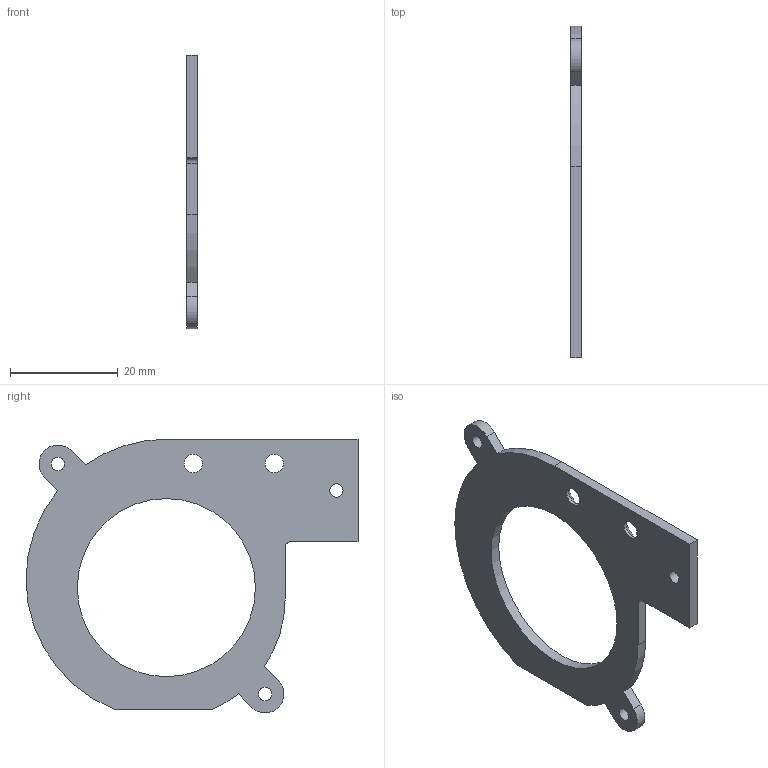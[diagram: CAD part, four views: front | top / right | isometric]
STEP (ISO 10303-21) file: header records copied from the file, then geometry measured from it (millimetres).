
FILE_DESCRIPTION(/* description */ ('SOPORTE FAN BLOWER'),/* implementation_level */ '2;1');
FILE_NAME(/* name */ 'C04H030033-blower-support_V04.stp',/* time_stamp */ '2014-12-22T14:59:22+01:00',/* author */ ('MARCHA TECHNOLOGY'),/* organization */ ('MARCHA TECHNOLOGY'),/* preprocessor_version */ 'ST-DEVELOPER v15.6',/* originating_system */ 'Autodesk Inventor 2015',/* authorisation */ '');
FILE_SCHEMA (('CONFIG_CONTROL_DESIGN'));
Length unit declared in the file: millimetre
Products named in the file (1): C04H030033-blower-support_V04
Bounding box: 2 x 61.5 x 50.69 mm (x, y, z)
Volume: 3023.7 mm3; surface area: 3768.8 mm2
Topology: 1 solids, 1 shells, 27 faces, 78 edges, 53 vertices
Faces by surface type: cylinder 14, plane 11, cone 2
Full cylindrical faces by diameter (mm): 2.459 x3, 3.4 x2, 33 x1
Entity records: 869 total; most frequent: DIRECTION 151, CARTESIAN_POINT 141, ORIENTED_EDGE 130, EDGE_CURVE 65, AXIS2_PLACEMENT_3D 58, VERTEX_POINT 48, EDGE_LOOP 47, LINE 35
